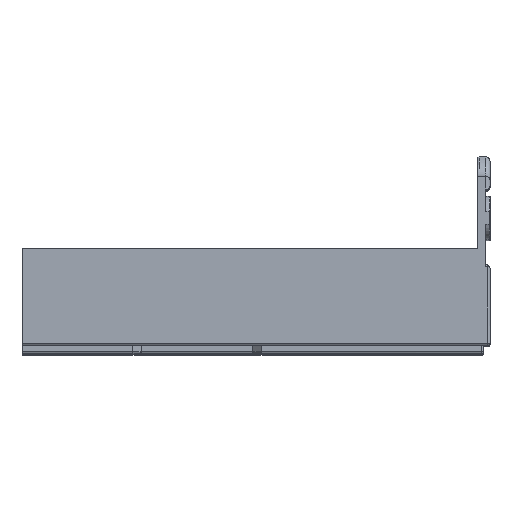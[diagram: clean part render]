
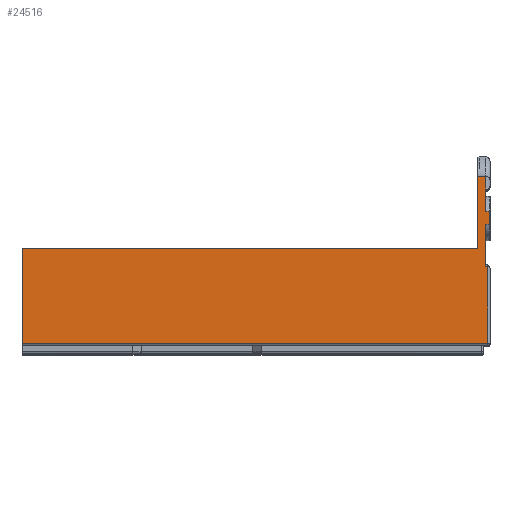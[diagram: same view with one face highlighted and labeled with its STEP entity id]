
A CAD part, top view. The second image highlights one B-rep face of the part: STEP entity #24516.
In plain terms, the highlighted planar face has unit normal (0, 0, 1).
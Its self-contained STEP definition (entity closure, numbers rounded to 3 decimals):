
#175=DIRECTION('',(0.,1.,0.));
#176=VECTOR('',#175,17.3);
#177=CARTESIAN_POINT('',(94.,23.5,158.75));
#178=LINE('',#177,#176);
#1210=DIRECTION('',(0.,1.,0.));
#1211=VECTOR('',#1210,5.099);
#1212=CARTESIAN_POINT('',(96.,32.401,158.75));
#1213=LINE('',#1212,#1211);
#1238=DIRECTION('',(0.,1.,0.));
#1239=VECTOR('',#1238,10.199);
#1240=CARTESIAN_POINT('',(96.,19.,158.75));
#1241=LINE('',#1240,#1239);
#1262=DIRECTION('',(1.,0.,0.));
#1263=VECTOR('',#1262,2.);
#1264=CARTESIAN_POINT('',(94.,40.8,158.75));
#1265=LINE('',#1264,#1263);
#1274=DIRECTION('',(0.,-1.,0.));
#1275=VECTOR('',#1274,3.202);
#1276=CARTESIAN_POINT('',(96.8,32.401,158.75));
#1277=LINE('',#1276,#1275);
#1278=DIRECTION('',(0.,-1.,0.));
#1279=VECTOR('',#1278,23.);
#1280=CARTESIAN_POINT('',(-16.,23.5,158.75));
#1281=LINE('',#1280,#1279);
#1282=DIRECTION('',(-1.,0.,0.));
#1283=VECTOR('',#1282,110.);
#1284=CARTESIAN_POINT('',(94.,23.5,158.75));
#1285=LINE('',#1284,#1283);
#1286=DIRECTION('',(1.,0.,0.));
#1287=VECTOR('',#1286,0.8);
#1288=CARTESIAN_POINT('',(96.,32.401,158.75));
#1289=LINE('',#1288,#1287);
#1644=CARTESIAN_POINT('',(96.,37.5,158.75));
#1660=DIRECTION('',(0.,-1.,0.));
#1661=VECTOR('',#1660,3.3);
#1662=CARTESIAN_POINT('',(96.,40.8,158.75));
#1663=LINE('',#1662,#1661);
#14628=DIRECTION('',(-1.,0.,0.));
#14629=VECTOR('',#14628,112.5);
#14630=CARTESIAN_POINT('',(96.5,0.5,158.75));
#14631=LINE('',#14630,#14629);
#14655=DIRECTION('',(0.,-1.,0.));
#14656=VECTOR('',#14655,18.5);
#14657=CARTESIAN_POINT('',(96.5,19.,158.75));
#14658=LINE('',#14657,#14656);
#15735=DIRECTION('',(1.,0.,0.));
#15736=VECTOR('',#15735,0.5);
#15737=CARTESIAN_POINT('',(96.,19.,158.75));
#15738=LINE('',#15737,#15736);
#17689=DIRECTION('',(1.,0.,0.));
#17690=VECTOR('',#17689,0.8);
#17691=CARTESIAN_POINT('',(96.,29.199,158.75));
#17692=LINE('',#17691,#17690);
#17752=VERTEX_POINT('',#1644);
#17816=CARTESIAN_POINT('',(94.,40.8,158.75));
#17817=VERTEX_POINT('',#17816);
#17820=CARTESIAN_POINT('',(96.,40.8,158.75));
#17821=VERTEX_POINT('',#17820);
#18203=CARTESIAN_POINT('',(-16.,23.5,158.75));
#18205=VERTEX_POINT('',#18203);
#18551=CARTESIAN_POINT('',(-16.,0.5,158.75));
#18552=VERTEX_POINT('',#18551);
#18814=CARTESIAN_POINT('',(94.,23.5,158.75));
#18815=VERTEX_POINT('',#18814);
#18984=CARTESIAN_POINT('',(96.5,0.5,158.75));
#18985=VERTEX_POINT('',#18984);
#18986=CARTESIAN_POINT('',(96.5,19.,158.75));
#18987=VERTEX_POINT('',#18986);
#21665=CARTESIAN_POINT('',(96.,19.,158.75));
#21666=VERTEX_POINT('',#21665);
#22743=CARTESIAN_POINT('',(96.,29.199,158.75));
#22744=CARTESIAN_POINT('',(96.,32.401,158.75));
#22745=VERTEX_POINT('',#22743);
#22746=VERTEX_POINT('',#22744);
#22755=CARTESIAN_POINT('',(96.8,32.401,158.75));
#22756=CARTESIAN_POINT('',(96.8,29.199,158.75));
#22757=VERTEX_POINT('',#22755);
#22758=VERTEX_POINT('',#22756);
#24487=CARTESIAN_POINT('',(0.,0.,158.75));
#24488=DIRECTION('',(0.,0.,1.));
#24489=DIRECTION('',(0.,-1.,0.));
#24490=AXIS2_PLACEMENT_3D('',#24487,#24488,#24489);
#24491=PLANE('',#24490);
#24493=ORIENTED_EDGE('',*,*,#24492,.T.);
#24495=ORIENTED_EDGE('',*,*,#24494,.F.);
#24496=ORIENTED_EDGE('',*,*,#24392,.F.);
#24498=ORIENTED_EDGE('',*,*,#24497,.T.);
#24500=ORIENTED_EDGE('',*,*,#24499,.T.);
#24502=ORIENTED_EDGE('',*,*,#24501,.T.);
#24504=ORIENTED_EDGE('',*,*,#24503,.F.);
#24506=ORIENTED_EDGE('',*,*,#24505,.F.);
#24507=ORIENTED_EDGE('',*,*,#22972,.T.);
#24508=ORIENTED_EDGE('',*,*,#24469,.T.);
#24510=ORIENTED_EDGE('',*,*,#24509,.T.);
#24511=ORIENTED_EDGE('',*,*,#24376,.F.);
#24513=ORIENTED_EDGE('',*,*,#24512,.T.);
#24514=EDGE_LOOP('',(#24493,#24495,#24496,#24498,#24500,#24502,#24504,#24506,
#24507,#24508,#24510,#24511,#24513));
#24515=FACE_OUTER_BOUND('',#24514,.F.);
#24516=ADVANCED_FACE('',(#24515),#24491,.T.);
#22972=EDGE_CURVE('',#18815,#17817,#178,.T.);
#24376=EDGE_CURVE('',#22746,#17752,#1213,.T.);
#24392=EDGE_CURVE('',#21666,#22745,#1241,.T.);
#24469=EDGE_CURVE('',#17817,#17821,#1265,.T.);
#24492=EDGE_CURVE('',#22757,#22758,#1277,.T.);
#24494=EDGE_CURVE('',#22745,#22758,#17692,.T.);
#24497=EDGE_CURVE('',#21666,#18987,#15738,.T.);
#24499=EDGE_CURVE('',#18987,#18985,#14658,.T.);
#24501=EDGE_CURVE('',#18985,#18552,#14631,.T.);
#24503=EDGE_CURVE('',#18205,#18552,#1281,.T.);
#24505=EDGE_CURVE('',#18815,#18205,#1285,.T.);
#24509=EDGE_CURVE('',#17821,#17752,#1663,.T.);
#24512=EDGE_CURVE('',#22746,#22757,#1289,.T.);
